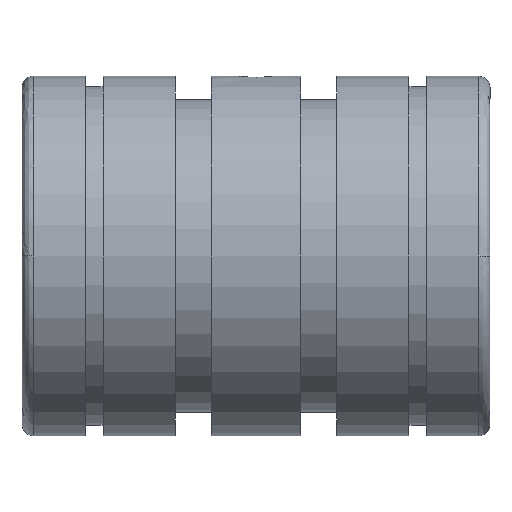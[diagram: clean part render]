
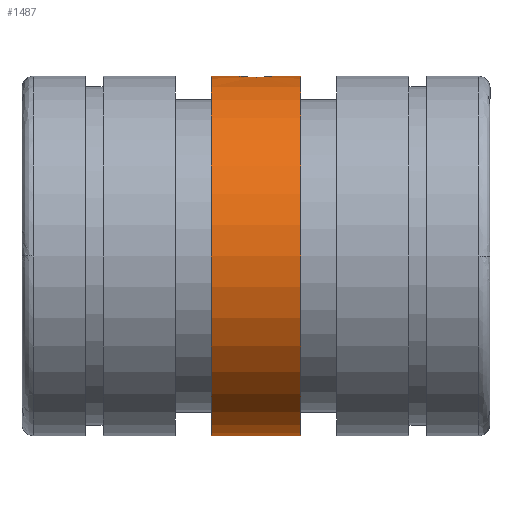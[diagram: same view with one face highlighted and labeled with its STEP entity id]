
A CAD part, left-side view. The second image highlights one B-rep face of the part: STEP entity #1487.
In plain terms, the highlighted cylindrical face has radius 15.875 mm (diameter 31.75 mm), a partial arc.
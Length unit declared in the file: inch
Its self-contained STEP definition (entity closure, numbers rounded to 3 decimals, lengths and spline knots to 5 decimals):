
#28 = CARTESIAN_POINT ( 'NONE',  ( -0.04285, -0.05589, 0.62354 ) ) ;
#52 = CARTESIAN_POINT ( 'NONE',  ( -0.03114, -0.06317, 0.62424 ) ) ;
#262 = CARTESIAN_POINT ( 'NONE',  ( 0., 0.07028, 0.625 ) ) ;
#291 = CARTESIAN_POINT ( 'NONE',  ( -0.07028, 0., 0.62104 ) ) ;
#418 = ORIENTED_EDGE ( 'NONE', *, *, #4130, .T. ) ;
#462 = CARTESIAN_POINT ( 'NONE',  ( 0., -0.07028, 0.625 ) ) ;
#493 = CARTESIAN_POINT ( 'NONE',  ( -0.00924, -0.06982, 0.62495 ) ) ;
#696 = CARTESIAN_POINT ( 'NONE',  ( -0.03525, -0.06097, 0.62402 ) ) ;
#705 = DIRECTION ( 'NONE',  ( 0., -1., 0. ) ) ;
#725 = CARTESIAN_POINT ( 'NONE',  ( -0.0464, -0.05298, 0.62328 ) ) ;
#921 = CARTESIAN_POINT ( 'NONE',  ( -0.05588, 0.04286, 0.6225 ) ) ;
#949 = CARTESIAN_POINT ( 'NONE',  ( -0.00918, 0.07028, 0.625 ) ) ;
#1208 = VERTEX_POINT ( 'NONE', #7859 ) ;
#1275 = CARTESIAN_POINT ( 'NONE',  ( 0., 0., 0. ) ) ;
#1281 = CARTESIAN_POINT ( 'NONE',  ( 0., -0.15591, -0.625 ) ) ;
#1307 = CARTESIAN_POINT ( 'NONE',  ( -0.07028, -0.00929, 0.62104 ) ) ;
#1476 = CARTESIAN_POINT ( 'NONE',  ( -0.06982, 0.00922, 0.62109 ) ) ;
#1487 = ADVANCED_FACE ( 'NONE', ( #5737 ), #2542, .T. ) ;
#1647 = CARTESIAN_POINT ( 'NONE',  ( 0., 0.07028, 0.625 ) ) ;
#1683 = EDGE_CURVE ( 'NONE', #1208, #3419, #5826, .T. ) ;
#2078 = ORIENTED_EDGE ( 'NONE', *, *, #4103, .T. ) ;
#2091 = CARTESIAN_POINT ( 'NONE',  ( -0.03535, 0.06142, 0.62406 ) ) ;
#2116 = CARTESIAN_POINT ( 'NONE',  ( -0.06668, 0.02267, 0.62144 ) ) ;
#2533 = B_SPLINE_CURVE_WITH_KNOTS ( 'NONE', 3,
 ( #462, #7717, #493, #3129, #3076, #52, #696, #28, #725, #4329, #3100, #6141, #7324, #4938, #1307, #6039 ),
 .UNSPECIFIED., .F., .F.,
 ( 4, 2, 2, 2, 2, 2, 2, 4 ),
 ( 0.00279, 0.00314, 0.00349, 0.00384, 0.00419, 0.00454, 0.00489, 0.00558 ),
 .UNSPECIFIED. ) ;
#2542 = CYLINDRICAL_SURFACE ( 'NONE', #7064, 0.625 ) ;
#2615 = DIRECTION ( 'NONE',  ( 0., -1., 0. ) ) ;
#2693 = CARTESIAN_POINT ( 'NONE',  ( -0.06099, 0.03522, 0.62202 ) ) ;
#2795 = CARTESIAN_POINT ( 'NONE',  ( -0.07028, 0.00465, 0.62104 ) ) ;
#3054 = ORIENTED_EDGE ( 'NONE', *, *, #1683, .T. ) ;
#3070 = DIRECTION ( 'NONE',  ( 0., -1., 0. ) ) ;
#3076 = CARTESIAN_POINT ( 'NONE',  ( -0.02263, -0.06669, 0.6246 ) ) ;
#3100 = CARTESIAN_POINT ( 'NONE',  ( -0.05586, -0.04289, 0.6225 ) ) ;
#3129 = CARTESIAN_POINT ( 'NONE',  ( -0.01825, -0.06802, 0.62475 ) ) ;
#3272 = AXIS2_PLACEMENT_3D ( 'NONE', #6972, #6912, #3323 ) ;
#3315 = VECTOR ( 'NONE', #705, 39.37008 ) ;
#3323 = DIRECTION ( 'NONE',  ( 0., 0., -1. ) ) ;
#3341 = EDGE_CURVE ( 'NONE', #5381, #6905, #2533, .T. ) ;
#3419 = VERTEX_POINT ( 'NONE', #1281 ) ;
#3525 = CARTESIAN_POINT ( 'NONE',  ( 0., 0.15591, 0.625 ) ) ;
#3547 = VECTOR ( 'NONE', #3070, 39.37008 ) ;
#3576 = DIRECTION ( 'NONE',  ( 0., 0., -1. ) ) ;
#3631 = DIRECTION ( 'NONE',  ( 0., -1., 0. ) ) ;
#3846 = ORIENTED_EDGE ( 'NONE', *, *, #6051, .F. ) ;
#3977 = CARTESIAN_POINT ( 'NONE',  ( -0.05291, 0.04647, 0.62276 ) ) ;
#4103 = EDGE_CURVE ( 'NONE', #3419, #6434, #6094, .T. ) ;
#4130 = EDGE_CURVE ( 'NONE', #6905, #7340, #5503, .T. ) ;
#4312 = CARTESIAN_POINT ( 'NONE',  ( 0., 0., 0.625 ) ) ;
#4319 = CARTESIAN_POINT ( 'NONE',  ( 0., 0., 0.625 ) ) ;
#4329 = CARTESIAN_POINT ( 'NONE',  ( -0.05296, -0.04643, 0.62276 ) ) ;
#4523 = CARTESIAN_POINT ( 'NONE',  ( -0.01843, 0.06843, 0.62479 ) ) ;
#4598 = VECTOR ( 'NONE', #7477, 39.37008 ) ;
#4837 = CARTESIAN_POINT ( 'NONE',  ( 0., -0.07028, 0.625 ) ) ;
#4923 = ORIENTED_EDGE ( 'NONE', *, *, #6956, .T. ) ;
#4938 = CARTESIAN_POINT ( 'NONE',  ( -0.06844, -0.01842, 0.62125 ) ) ;
#5020 = ORIENTED_EDGE ( 'NONE', *, *, #7687, .F. ) ;
#5205 = AXIS2_PLACEMENT_3D ( 'NONE', #6560, #3631, #3576 ) ;
#5381 = VERTEX_POINT ( 'NONE', #4837 ) ;
#5422 = ORIENTED_EDGE ( 'NONE', *, *, #3341, .T. ) ;
#5503 = B_SPLINE_CURVE_WITH_KNOTS ( 'NONE', 3,
 ( #291, #2795, #1476, #7602, #2116, #5728, #2693, #921, #3977, #7494, #2091, #4523, #949, #262 ),
 .UNSPECIFIED., .F., .F.,
 ( 4, 2, 2, 2, 2, 2, 4 ),
 ( 0.00558, 0.00593, 0.00628, 0.00663, 0.00698, 0.00768, 0.00838 ),
 .UNSPECIFIED. ) ;
#5728 = CARTESIAN_POINT ( 'NONE',  ( -0.06315, 0.03119, 0.6218 ) ) ;
#5737 = FACE_OUTER_BOUND ( 'NONE', #7649, .T. ) ;
#5801 = VERTEX_POINT ( 'NONE', #3525 ) ;
#5826 = LINE ( 'NONE', #6871, #4598 ) ;
#6031 = CARTESIAN_POINT ( 'NONE',  ( -0.07028, 0., 0.62104 ) ) ;
#6039 = CARTESIAN_POINT ( 'NONE',  ( -0.07028, 0., 0.62104 ) ) ;
#6051 = EDGE_CURVE ( 'NONE', #5381, #6434, #6834, .T. ) ;
#6094 = CIRCLE ( 'NONE', #3272, 0.625 ) ;
#6141 = CARTESIAN_POINT ( 'NONE',  ( -0.06095, -0.03529, 0.62203 ) ) ;
#6434 = VERTEX_POINT ( 'NONE', #7849 ) ;
#6560 = CARTESIAN_POINT ( 'NONE',  ( 0., 0.15591, 0. ) ) ;
#6706 = CIRCLE ( 'NONE', #5205, 0.625 ) ;
#6822 = DIRECTION ( 'NONE',  ( 0., 0., -1. ) ) ;
#6834 = LINE ( 'NONE', #4319, #3547 ) ;
#6871 = CARTESIAN_POINT ( 'NONE',  ( 0., 0., -0.625 ) ) ;
#6905 = VERTEX_POINT ( 'NONE', #6031 ) ;
#6912 = DIRECTION ( 'NONE',  ( 0., 1., 0. ) ) ;
#6956 = EDGE_CURVE ( 'NONE', #5801, #1208, #6706, .T. ) ;
#6972 = CARTESIAN_POINT ( 'NONE',  ( 0., -0.15591, 0. ) ) ;
#7064 = AXIS2_PLACEMENT_3D ( 'NONE', #1275, #2615, #6822 ) ;
#7068 = LINE ( 'NONE', #4312, #3315 ) ;
#7324 = CARTESIAN_POINT ( 'NONE',  ( -0.06315, -0.03118, 0.6218 ) ) ;
#7340 = VERTEX_POINT ( 'NONE', #1647 ) ;
#7477 = DIRECTION ( 'NONE',  ( 0., -1., 0. ) ) ;
#7494 = CARTESIAN_POINT ( 'NONE',  ( -0.04319, 0.05619, 0.62354 ) ) ;
#7602 = CARTESIAN_POINT ( 'NONE',  ( -0.06803, 0.01821, 0.62129 ) ) ;
#7649 = EDGE_LOOP ( 'NONE', ( #5020, #4923, #3054, #2078, #3846, #5422, #418 ) ) ;
#7687 = EDGE_CURVE ( 'NONE', #5801, #7340, #7068, .T. ) ;
#7717 = CARTESIAN_POINT ( 'NONE',  ( -0.00458, -0.07028, 0.625 ) ) ;
#7849 = CARTESIAN_POINT ( 'NONE',  ( 0., -0.15591, 0.625 ) ) ;
#7859 = CARTESIAN_POINT ( 'NONE',  ( 0., 0.15591, -0.625 ) ) ;
